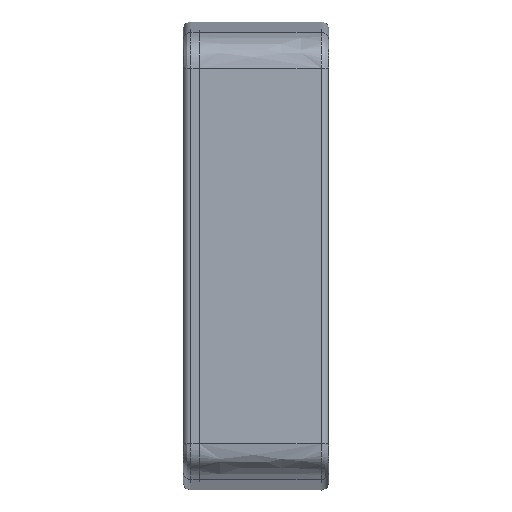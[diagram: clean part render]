
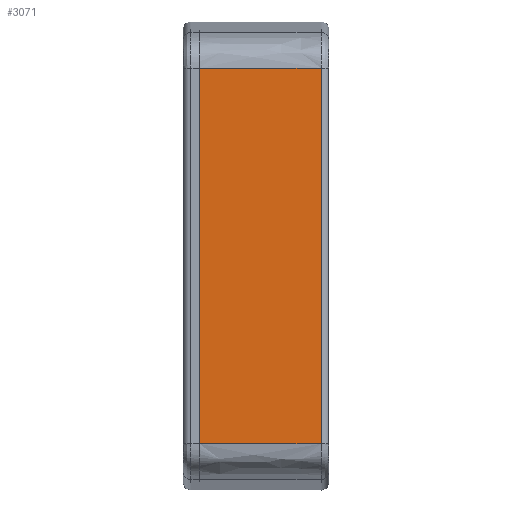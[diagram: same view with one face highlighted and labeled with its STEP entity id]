
A CAD part, left-side view. The second image highlights one B-rep face of the part: STEP entity #3071.
In plain terms, the highlighted planar face has unit normal (-1, 0, 0).
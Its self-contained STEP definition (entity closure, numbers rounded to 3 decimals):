
#295=CARTESIAN_POINT('',(-44.5,25.,36.317));
#303=DIRECTION('',(0.,0.,1.));
#304=VECTOR('',#303,72.634);
#305=CARTESIAN_POINT('',(-44.5,25.,-36.317));
#306=LINE('',#305,#304);
#313=CARTESIAN_POINT('',(-44.5,25.,-36.317));
#987=DIRECTION('',(0.,0.,-1.));
#988=VECTOR('',#987,72.634);
#989=CARTESIAN_POINT('',(-44.5,1.5,36.317));
#990=LINE('',#989,#988);
#991=DIRECTION('',(0.,-1.,0.));
#992=VECTOR('',#991,23.5);
#993=CARTESIAN_POINT('',(-44.5,25.,-36.317));
#994=LINE('',#993,#992);
#995=DIRECTION('',(0.,-1.,0.));
#996=VECTOR('',#995,23.5);
#997=CARTESIAN_POINT('',(-44.5,25.,36.317));
#998=LINE('',#997,#996);
#1005=CARTESIAN_POINT('',(-44.5,1.5,36.317));
#1188=VERTEX_POINT('',#295);
#1191=VERTEX_POINT('',#313);
#1203=VERTEX_POINT('',#1005);
#1206=CARTESIAN_POINT('',(-44.5,1.5,-36.317));
#1207=VERTEX_POINT('',#1206);
#3059=CARTESIAN_POINT('',(-44.5,0.,-41.508));
#3060=DIRECTION('',(-1.,0.,0.));
#3061=DIRECTION('',(0.,0.,1.));
#3062=AXIS2_PLACEMENT_3D('',#3059,#3060,#3061);
#3063=PLANE('',#3062);
#3064=ORIENTED_EDGE('',*,*,#2729,.T.);
#3065=ORIENTED_EDGE('',*,*,#3054,.F.);
#3066=ORIENTED_EDGE('',*,*,#1591,.T.);
#3068=ORIENTED_EDGE('',*,*,#3067,.T.);
#3069=EDGE_LOOP('',(#3064,#3065,#3066,#3068));
#3070=FACE_OUTER_BOUND('',#3069,.F.);
#1591=EDGE_CURVE('',#1191,#1188,#306,.T.);
#2729=EDGE_CURVE('',#1203,#1207,#990,.T.);
#3054=EDGE_CURVE('',#1191,#1207,#994,.T.);
#3067=EDGE_CURVE('',#1188,#1203,#998,.T.);
#3071=ADVANCED_FACE('',(#3070),#3063,.T.);
